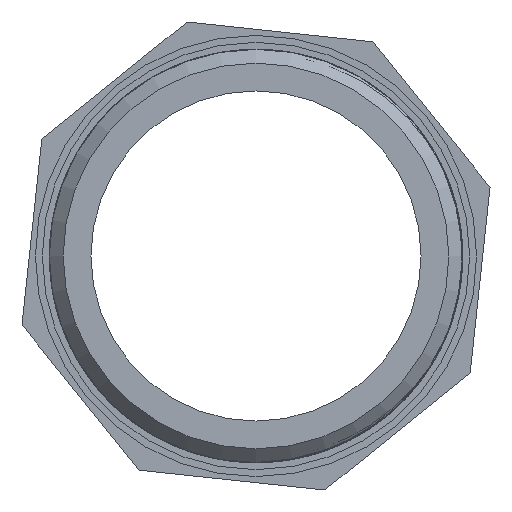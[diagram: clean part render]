
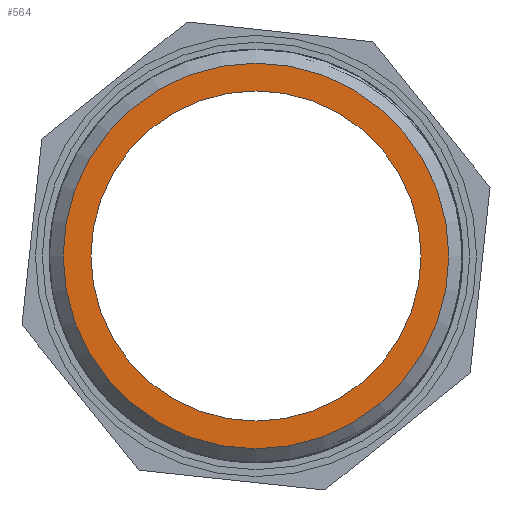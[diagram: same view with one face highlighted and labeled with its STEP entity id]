
A CAD part, front view. The second image highlights one B-rep face of the part: STEP entity #564.
In plain terms, the highlighted planar face has unit normal (0, -1, 0).
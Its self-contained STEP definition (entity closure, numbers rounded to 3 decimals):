
#113=FACE_BOUND('',#189,.T.);
#140=FACE_OUTER_BOUND('',#188,.T.);
#188=EDGE_LOOP('',(#409));
#189=EDGE_LOOP('',(#410));
#252=CIRCLE('',#617,27.805);
#253=CIRCLE('',#619,23.805);
#279=VERTEX_POINT('',#840);
#280=VERTEX_POINT('',#843);
#334=EDGE_CURVE('',#279,#279,#252,.T.);
#335=EDGE_CURVE('',#280,#280,#253,.T.);
#409=ORIENTED_EDGE('',*,*,#334,.F.);
#410=ORIENTED_EDGE('',*,*,#335,.T.);
#539=PLANE('',#618);
#564=ADVANCED_FACE('',(#140,#113),#539,.T.);
#617=AXIS2_PLACEMENT_3D('',#841,#695,#696);
#618=AXIS2_PLACEMENT_3D('',#842,#697,#698);
#619=AXIS2_PLACEMENT_3D('',#844,#699,#700);
#695=DIRECTION('center_axis',(0.,1.,0.));
#696=DIRECTION('ref_axis',(0.,0.,-1.));
#697=DIRECTION('center_axis',(0.,-1.,0.));
#698=DIRECTION('ref_axis',(0.,0.,-1.));
#699=DIRECTION('center_axis',(0.,1.,0.));
#700=DIRECTION('ref_axis',(1.,0.,0.));
#840=CARTESIAN_POINT('',(0.,-48.517,29.818));
#841=CARTESIAN_POINT('Origin',(0.,-48.517,2.013));
#842=CARTESIAN_POINT('Origin',(0.,-48.517,31.818));
#843=CARTESIAN_POINT('',(0.,-48.517,25.818));
#844=CARTESIAN_POINT('Origin',(0.,-48.517,2.013));
